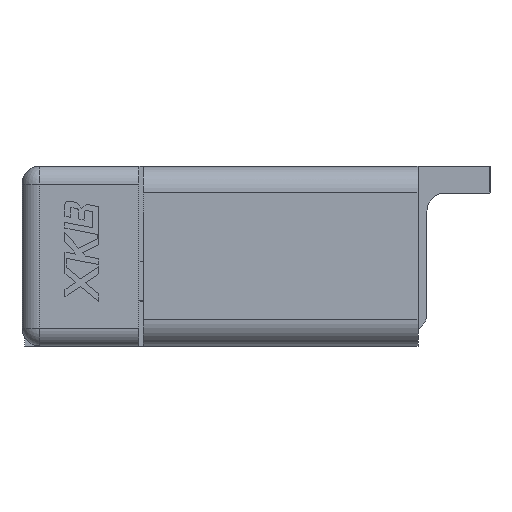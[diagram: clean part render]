
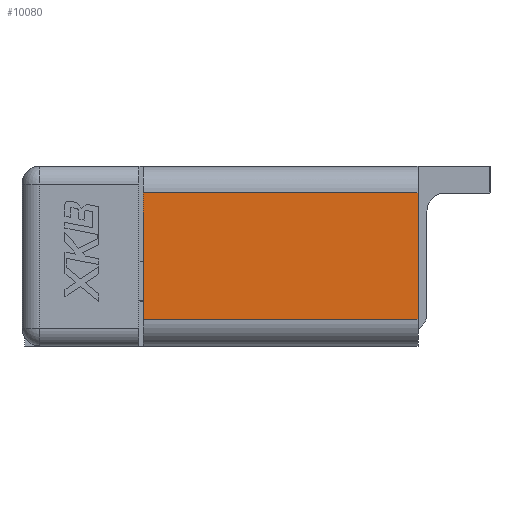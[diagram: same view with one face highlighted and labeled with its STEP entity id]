
A CAD part, left-side view. The second image highlights one B-rep face of the part: STEP entity #10080.
In plain terms, the highlighted planar face has unit normal (-1, 0, 0).
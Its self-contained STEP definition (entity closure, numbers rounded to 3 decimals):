
#597=FACE_OUTER_BOUND('',#1199,.T.);
#1199=EDGE_LOOP('',(#6847,#6848,#6849,#6850));
#1786=LINE('',#14646,#2989);
#1854=LINE('',#14793,#3057);
#1862=LINE('',#14811,#3065);
#1864=LINE('',#14815,#3067);
#2989=VECTOR('',#11670,3.05);
#3057=VECTOR('',#11798,1.4);
#3065=VECTOR('',#11816,3.05);
#3067=VECTOR('',#11822,1.4);
#4184=VERTEX_POINT('',#14643);
#4185=VERTEX_POINT('',#14645);
#4234=VERTEX_POINT('',#14791);
#4239=VERTEX_POINT('',#14809);
#5173=EDGE_CURVE('',#4184,#4185,#1786,.T.);
#5247=EDGE_CURVE('',#4234,#4184,#1854,.T.);
#5256=EDGE_CURVE('',#4239,#4234,#1862,.T.);
#5258=EDGE_CURVE('',#4239,#4185,#1864,.T.);
#6847=ORIENTED_EDGE('',*,*,#5247,.F.);
#6848=ORIENTED_EDGE('',*,*,#5256,.F.);
#6849=ORIENTED_EDGE('',*,*,#5258,.T.);
#6850=ORIENTED_EDGE('',*,*,#5173,.F.);
#9615=PLANE('',#10778);
#10080=ADVANCED_FACE('',(#597),#9615,.T.);
#10778=AXIS2_PLACEMENT_3D('',#14816,#11823,#11824);
#11670=DIRECTION('',(0.,0.,1.));
#11798=DIRECTION('',(0.,1.,0.));
#11816=DIRECTION('',(0.,0.,-1.));
#11822=DIRECTION('',(0.,1.,0.));
#11823=DIRECTION('center_axis',(-1.,0.,0.));
#11824=DIRECTION('ref_axis',(0.,0.,1.));
#14643=CARTESIAN_POINT('',(-8.3,0.7,-4.4));
#14645=CARTESIAN_POINT('',(-8.3,0.7,-1.35));
#14646=CARTESIAN_POINT('',(-8.3,0.7,-4.4));
#14791=CARTESIAN_POINT('',(-8.3,-0.7,-4.4));
#14793=CARTESIAN_POINT('',(-8.3,-0.7,-4.4));
#14809=CARTESIAN_POINT('',(-8.3,-0.7,-1.35));
#14811=CARTESIAN_POINT('',(-8.3,-0.7,-1.35));
#14815=CARTESIAN_POINT('',(-8.3,-0.7,-1.35));
#14816=CARTESIAN_POINT('Origin',(-8.3,-1.,-4.4));
